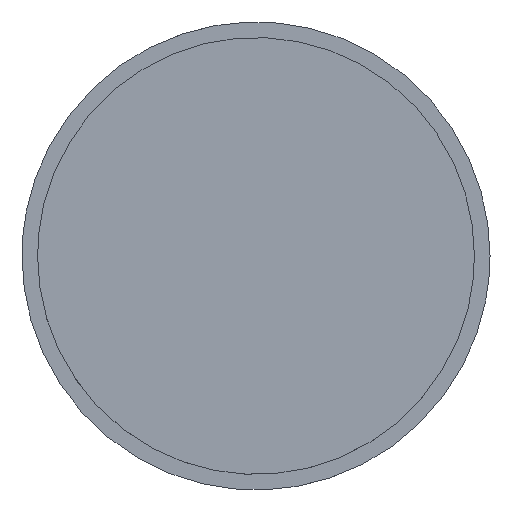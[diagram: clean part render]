
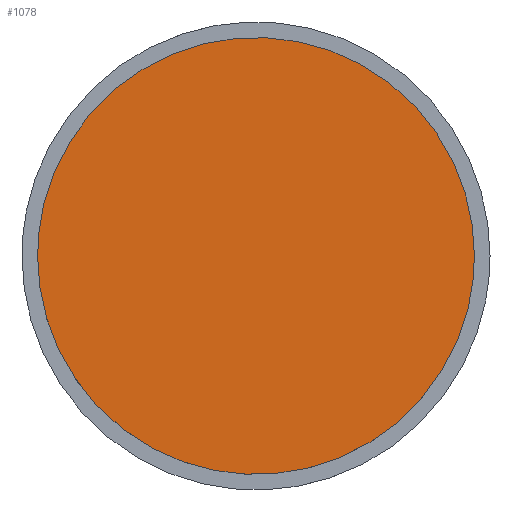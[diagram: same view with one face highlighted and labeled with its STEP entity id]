
A CAD part, top view. The second image highlights one B-rep face of the part: STEP entity #1078.
In plain terms, the highlighted planar face has unit normal (0, 0, 1).
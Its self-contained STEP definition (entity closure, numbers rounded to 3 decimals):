
#1078=ADVANCED_FACE('',(#1500),#5781,.T.);
#1500=FACE_OUTER_BOUND('',#1922,.T.);
#1922=EDGE_LOOP('',(#2356,#2357));
#2356=ORIENTED_EDGE('',*,*,#3918,.T.);
#2357=ORIENTED_EDGE('',*,*,#3921,.T.);
#3918=EDGE_CURVE('',#5289,#5291,#4776,.T.);
#3921=EDGE_CURVE('',#5291,#5289,#4779,.T.);
#4776=(
BOUNDED_CURVE()
B_SPLINE_CURVE(2,(#6320,#6321,#6322,#6323,#6324),.UNSPECIFIED.,.F.,.F.)
B_SPLINE_CURVE_WITH_KNOTS((3,2,3),(0.,706.858,1413.717),
 .UNSPECIFIED.)
CURVE()
GEOMETRIC_REPRESENTATION_ITEM()
RATIONAL_B_SPLINE_CURVE((1.,0.707,1.,0.707,1.))
REPRESENTATION_ITEM('')
);
#4779=(
BOUNDED_CURVE()
B_SPLINE_CURVE(2,(#6332,#6333,#6334,#6335,#6336),.UNSPECIFIED.,.F.,.F.)
B_SPLINE_CURVE_WITH_KNOTS((3,2,3),(1413.717,2120.575,2827.433),
 .UNSPECIFIED.)
CURVE()
GEOMETRIC_REPRESENTATION_ITEM()
RATIONAL_B_SPLINE_CURVE((1.,0.707,1.,0.707,1.))
REPRESENTATION_ITEM('')
);
#5289=VERTEX_POINT('',#6310);
#5291=VERTEX_POINT('',#6312);
#5781=PLANE('',#6223);
#6223=AXIS2_PLACEMENT_3D('',#6298,#6231,$);
#6231=DIRECTION('',(0.,0.,1.));
#6298=CARTESIAN_POINT('',(-525.,-525.,1461.387));
#6310=CARTESIAN_POINT('',(420.,0.,1461.387));
#6312=CARTESIAN_POINT('',(-420.,0.,1461.387));
#6320=CARTESIAN_POINT('',(420.,0.,1461.387));
#6321=CARTESIAN_POINT('',(420.,420.,1461.387));
#6322=CARTESIAN_POINT('',(0.,420.,1461.387));
#6323=CARTESIAN_POINT('',(-420.,420.,1461.387));
#6324=CARTESIAN_POINT('',(-420.,0.,1461.387));
#6332=CARTESIAN_POINT('',(-420.,0.,1461.387));
#6333=CARTESIAN_POINT('',(-420.,-420.,1461.387));
#6334=CARTESIAN_POINT('',(0.,-420.,1461.387));
#6335=CARTESIAN_POINT('',(420.,-420.,1461.387));
#6336=CARTESIAN_POINT('',(420.,0.,1461.387));
